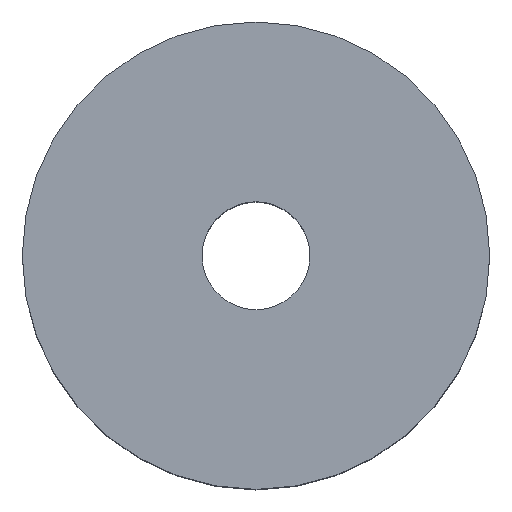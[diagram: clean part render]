
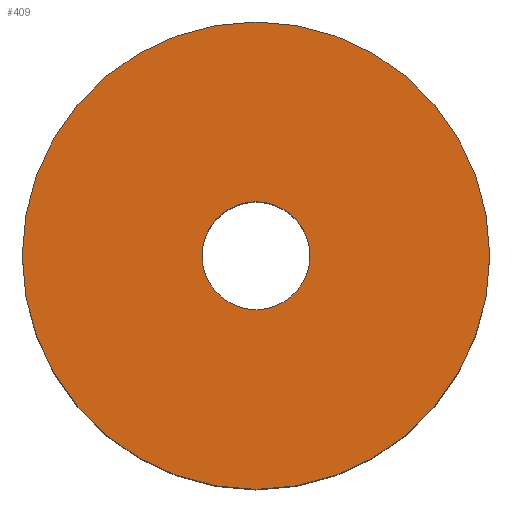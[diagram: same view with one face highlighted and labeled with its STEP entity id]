
A CAD part, top view. The second image highlights one B-rep face of the part: STEP entity #409.
In plain terms, the highlighted planar face has unit normal (0, 0, 1).
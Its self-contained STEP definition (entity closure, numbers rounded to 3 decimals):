
#1 = VERTEX_POINT ( 'NONE', #132 ) ;
#6 = CIRCLE ( 'NONE', #27, 6.5 ) ;
#9 = EDGE_CURVE ( 'NONE', #26, #367, #108, .T. ) ;
#26 = VERTEX_POINT ( 'NONE', #332 ) ;
#27 = AXIS2_PLACEMENT_3D ( 'NONE', #292, #143, #111 ) ;
#33 = EDGE_CURVE ( 'NONE', #46, #1, #6, .T. ) ;
#37 = ORIENTED_EDGE ( 'NONE', *, *, #221, .T. ) ;
#46 = VERTEX_POINT ( 'NONE', #353 ) ;
#48 = FACE_BOUND ( 'NONE', #139, .T. ) ;
#54 = PLANE ( 'NONE',  #121 ) ;
#79 = DIRECTION ( 'NONE',  ( 0., 0., 1. ) ) ;
#84 = FACE_OUTER_BOUND ( 'NONE', #299, .T. ) ;
#98 = DIRECTION ( 'NONE',  ( 0., 0., 1. ) ) ;
#108 = CIRCLE ( 'NONE', #346, 1.5 ) ;
#111 = DIRECTION ( 'NONE',  ( 1., 0., 0. ) ) ;
#120 = CARTESIAN_POINT ( 'NONE',  ( 0., 0., 9. ) ) ;
#121 = AXIS2_PLACEMENT_3D ( 'NONE', #120, #79, #242 ) ;
#124 = CARTESIAN_POINT ( 'NONE',  ( 1.5, 0., 9. ) ) ;
#132 = CARTESIAN_POINT ( 'NONE',  ( -6.5, 0., 9. ) ) ;
#139 = EDGE_LOOP ( 'NONE', ( #263, #207 ) ) ;
#143 = DIRECTION ( 'NONE',  ( 0., 0., 1. ) ) ;
#157 = CARTESIAN_POINT ( 'NONE',  ( 0., 0., 9. ) ) ;
#169 = ORIENTED_EDGE ( 'NONE', *, *, #33, .T. ) ;
#187 = DIRECTION ( 'NONE',  ( 1., 0., 0. ) ) ;
#192 = DIRECTION ( 'NONE',  ( 1., 0., 0. ) ) ;
#207 = ORIENTED_EDGE ( 'NONE', *, *, #9, .F. ) ;
#209 = CIRCLE ( 'NONE', #297, 6.5 ) ;
#221 = EDGE_CURVE ( 'NONE', #1, #46, #209, .T. ) ;
#240 = EDGE_CURVE ( 'NONE', #367, #26, #376, .T. ) ;
#242 = DIRECTION ( 'NONE',  ( 1., 0., 0. ) ) ;
#248 = AXIS2_PLACEMENT_3D ( 'NONE', #157, #273, #187 ) ;
#263 = ORIENTED_EDGE ( 'NONE', *, *, #240, .F. ) ;
#273 = DIRECTION ( 'NONE',  ( 0., 0., 1. ) ) ;
#279 = DIRECTION ( 'NONE',  ( 0., 0., 1. ) ) ;
#292 = CARTESIAN_POINT ( 'NONE',  ( 0., 0., 9. ) ) ;
#297 = AXIS2_PLACEMENT_3D ( 'NONE', #315, #98, #302 ) ;
#299 = EDGE_LOOP ( 'NONE', ( #37, #169 ) ) ;
#302 = DIRECTION ( 'NONE',  ( 1., 0., 0. ) ) ;
#315 = CARTESIAN_POINT ( 'NONE',  ( 0., 0., 9. ) ) ;
#332 = CARTESIAN_POINT ( 'NONE',  ( -1.5, 0., 9. ) ) ;
#344 = CARTESIAN_POINT ( 'NONE',  ( 0., 0., 9. ) ) ;
#346 = AXIS2_PLACEMENT_3D ( 'NONE', #344, #279, #192 ) ;
#353 = CARTESIAN_POINT ( 'NONE',  ( 6.5, 0., 9. ) ) ;
#367 = VERTEX_POINT ( 'NONE', #124 ) ;
#376 = CIRCLE ( 'NONE', #248, 1.5 ) ;
#409 = ADVANCED_FACE ( 'NONE', ( #48, #84 ), #54, .T. ) ;
